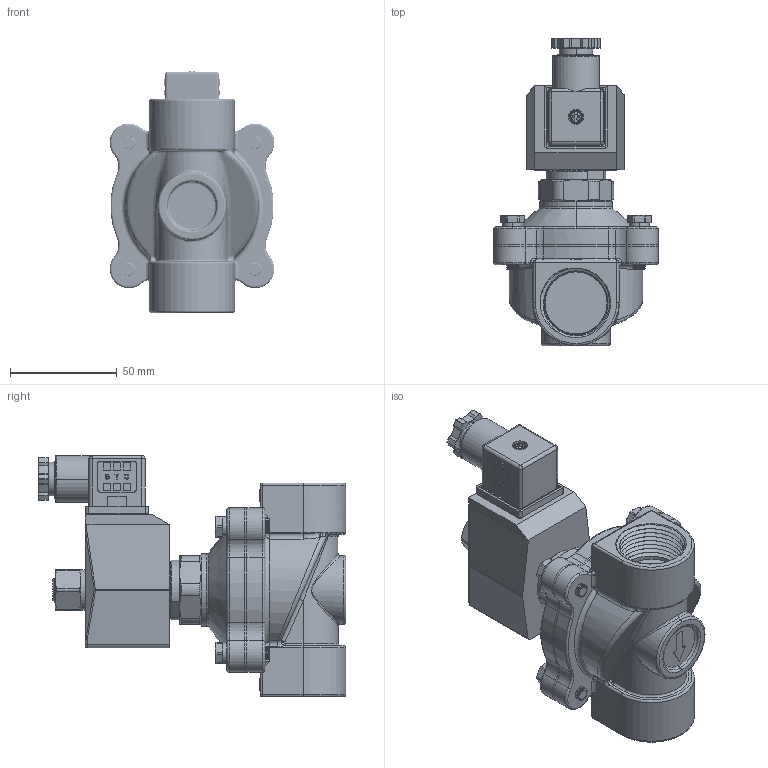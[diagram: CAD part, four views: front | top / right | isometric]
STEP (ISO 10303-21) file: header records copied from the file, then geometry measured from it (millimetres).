
FILE_DESCRIPTION (( 'STEP AP214' ), '1' );
FILE_NAME ('2SO250-1.STEP', '2018-11-08T19:32:14', ( '' ), ( '' ), 'SwSTEP 2.0', 'SolidWorks 2016', '' );
FILE_SCHEMA (( 'AUTOMOTIVE_DESIGN' ));
Length unit declared in the file: millimetre
Products named in the file (1): 2SO250-1
Bounding box: 76.98 x 143.91 x 113.05 mm (x, y, z)
Volume: 361979.5 mm3; surface area: 107387.9 mm2
Topology: 25 solids, 25 shells, 1823 faces, 4969 edges, 3234 vertices
Faces by surface type: cylinder 762, plane 665, bspline 157, cone 121, torus 93, sphere 25
Entity records: 139409 total; most frequent: CARTESIAN_POINT 76765, ORIENTED_EDGE 9898, DIRECTION 7434, EDGE_CURVE 4949, VERTEX_POINT 3234, AXIS2_PLACEMENT_3D 2535, VECTOR 2364, LINE 2364
